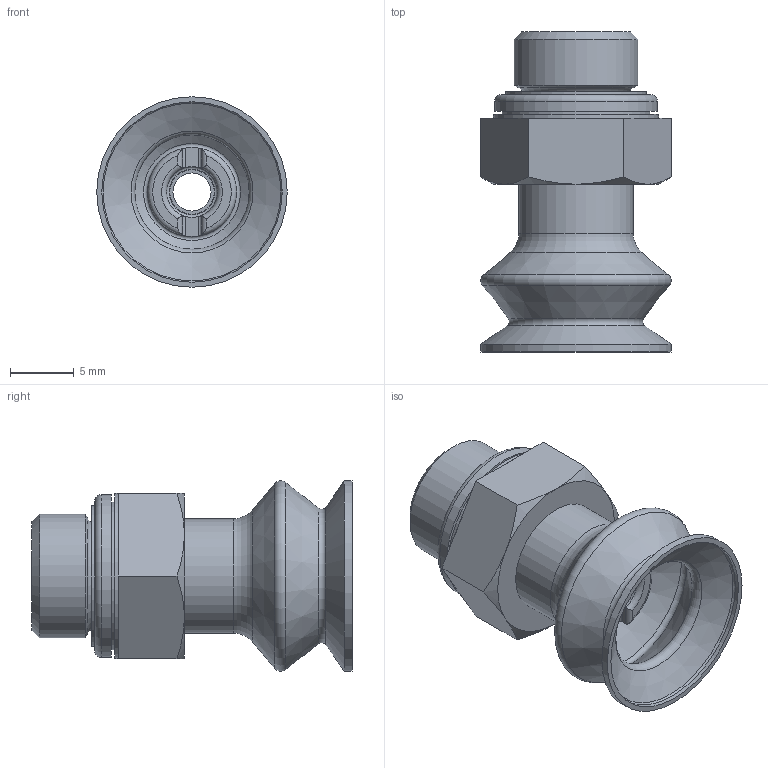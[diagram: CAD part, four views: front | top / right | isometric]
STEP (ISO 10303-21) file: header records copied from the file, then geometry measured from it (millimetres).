
FILE_DESCRIPTION(/* description */ ('STEP AP214'),/* implementation_level */ '2;1');
FILE_NAME(/* name */ '35411_VASB-15-1_8-NBR',/* time_stamp */ '2024-09-16T08:38:43+02:00',/* author */ ('License CC BY-ND 4.0'),/* organization */ ('CADENAS'),/* preprocessor_version */ 'ST-DEVELOPER v19.3',/* originating_system */ 'PARTsolutions',/* authorisation */ ' ');
FILE_SCHEMA (('AUTOMOTIVE_DESIGN {1 0 10303 214 3 1 1}'));
Length unit declared in the file: millimetre
Products named in the file (1): 35411 VASB-15-1/8-NBR
Bounding box: 15.01 x 25.2 x 15 mm (x, y, z)
Volume: 1858.8 mm3; surface area: 2092.6 mm2
Topology: 1 solids, 1 shells, 80 faces, 169 edges, 99 vertices
Faces by surface type: plane 30, cylinder 21, cone 15, torus 14
Full cylindrical faces by diameter (mm): 3 x1, 3.5 x1, 4 x1, 7 x1, 9 x1, 9.728 x1, 9.8 x1, 11.1 x1, 11.6 x1, 12.8 x1, 13 x1, 14.2 x1, 15 x1
Entity records: 1988 total; most frequent: CARTESIAN_POINT 399, DIRECTION 332, ORIENTED_EDGE 268, AXIS2_PLACEMENT_3D 145, EDGE_CURVE 134, EDGE_LOOP 122, FACE_BOUND 122, VERTEX_POINT 96
